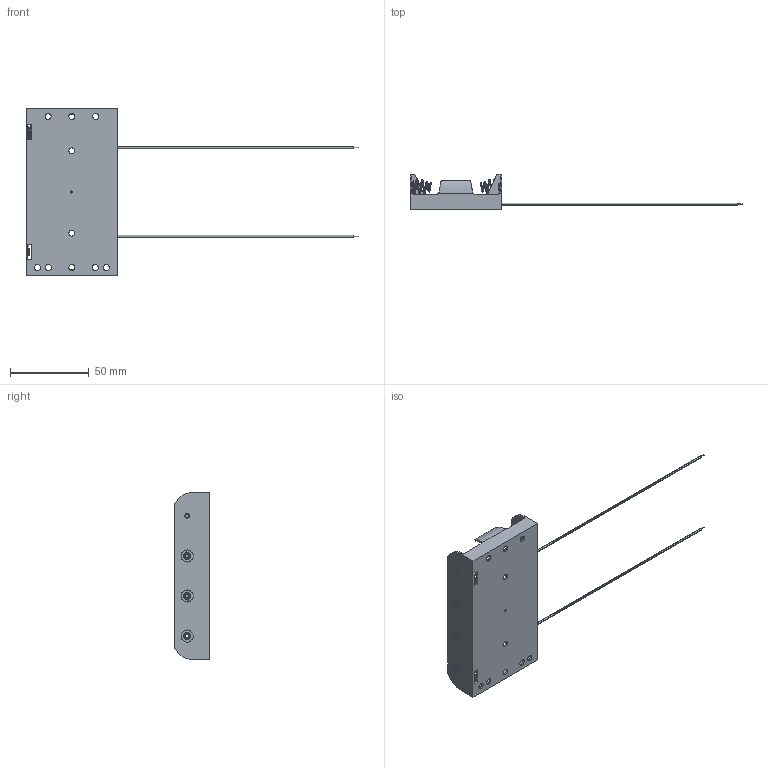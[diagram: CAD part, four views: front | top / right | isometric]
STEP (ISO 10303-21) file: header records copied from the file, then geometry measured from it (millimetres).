
FILE_DESCRIPTION (( 'STEP AP214' ), '1' );
FILE_NAME ('BH4CW.STEP', '2020-01-05T03:13:00', ( '' ), ( '' ), 'SwSTEP 2.0', 'SolidWorks 2017', '' );
FILE_SCHEMA (( 'AUTOMOTIVE_DESIGN' ));
Length unit declared in the file: inch
Products named in the file (1): BH4CW
Bounding box: 210.59 x 22.48 x 105.99 mm (x, y, z)
Volume: 15604 mm3; surface area: 31367.5 mm2
Topology: 16 solids, 16 shells, 375 faces, 912 edges, 584 vertices
Faces by surface type: cylinder 164, plane 135, torus 68, bspline 8
Entity records: 19259 total; most frequent: CARTESIAN_POINT 9864, DIRECTION 2032, ORIENTED_EDGE 1824, EDGE_CURVE 912, AXIS2_PLACEMENT_3D 816, VERTEX_POINT 584, EDGE_LOOP 456, CIRCLE 448
